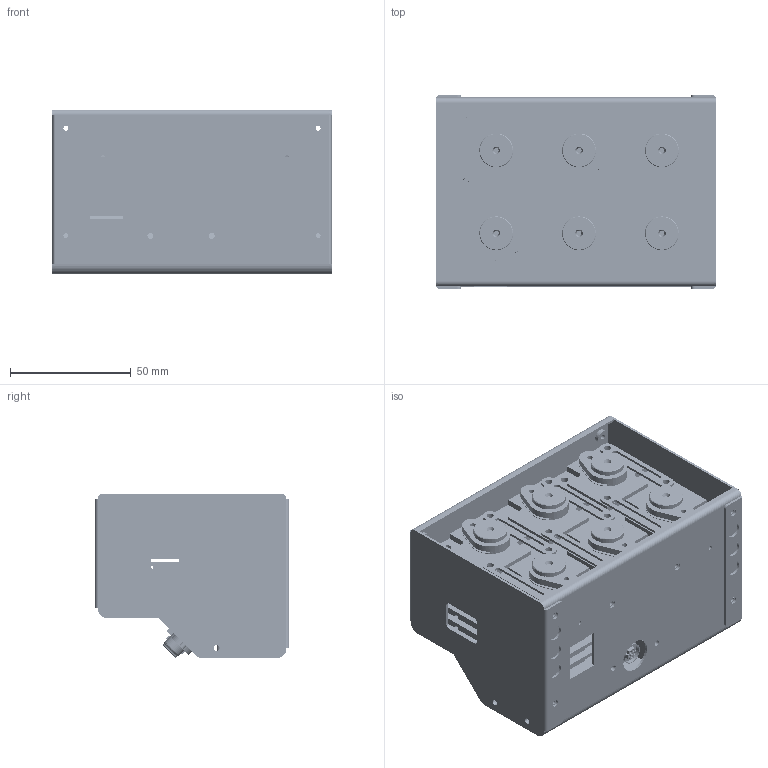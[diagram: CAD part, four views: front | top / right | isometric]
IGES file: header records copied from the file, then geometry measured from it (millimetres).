
Start section: SolidWorks IGES file using analytic representation for surfaces
Global section: file name: micro MCA6 envelope.IGS; native system: SolidWorks 2014; preprocessor: SolidWorks 2014; author: Steve; date: 151009.141400; units: inch
Bounding box: 115.57 x 80.26 x 68.11 mm (x, y, z)
Surface area: 190606 mm2 (no closed solid volume)
Topology: 0 solids, 0 shells, 1617 faces, 28287 edges, 28284 vertices
Faces by surface type: revolution 862, bspline 755
